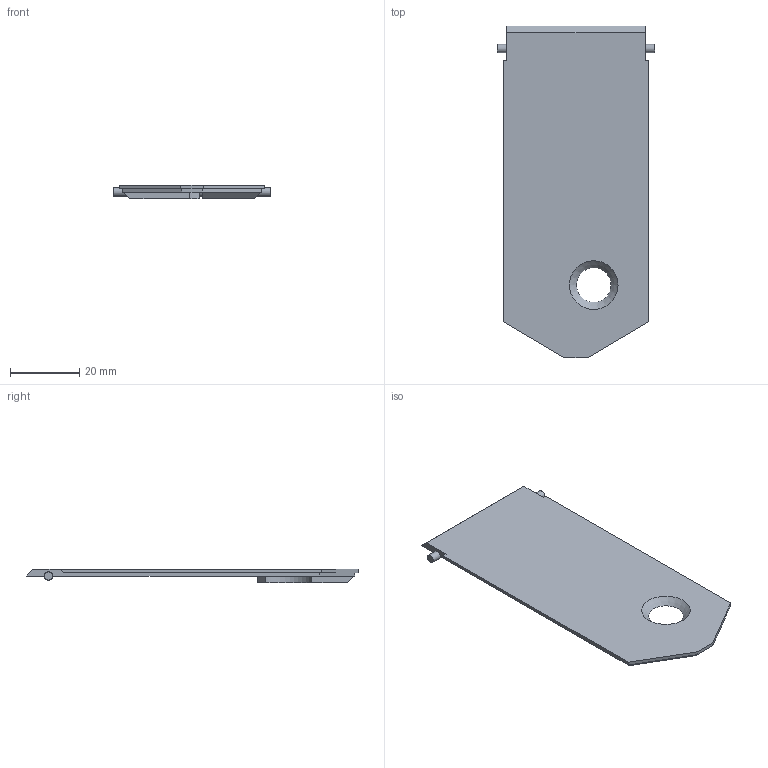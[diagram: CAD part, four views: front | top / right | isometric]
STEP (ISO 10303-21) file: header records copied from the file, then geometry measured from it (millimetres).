
FILE_DESCRIPTION(/* description */ ('STEP AP242','CAx-IF Rec.Pracs.---Representation and Presentation of Product Manufacturing Information (PMI)---4.0---2014-10-13','CAx-IF Rec.Pracs.---3D Tessellated Geometry---0.4---2014-09-14','2;1'),/* implementation_level */ '2;1');
FILE_NAME(/* name */ '62bf56726f73182d39cb715c',/* time_stamp */ '2022-07-01T20:17:55+00:00',/* author */ (''),/* organization */ (''),/* preprocessor_version */ 'ST-DEVELOPER v18.102',/* originating_system */ ' ',/* authorisation */ ' ');
FILE_SCHEMA (('AP242_MANAGED_MODEL_BASED_3D_ENGINEERING_MIM_LF { 1 0 10303 442 1 1 4 }'));
Length unit declared in the file: metre
Products named in the file (1): Part 1
Bounding box: 45.4 x 95.6 x 4 mm (x, y, z)
Volume: 7728.7 mm3; surface area: 8232.6 mm2
Topology: 1 solids, 1 shells, 34 faces, 90 edges, 58 vertices
Faces by surface type: plane 30, cylinder 3, cone 1
Full cylindrical faces by diameter (mm): 2.4 x1
Entity records: 1029 total; most frequent: CARTESIAN_POINT 176, ORIENTED_EDGE 170, DIRECTION 165, EDGE_CURVE 85, LINE 75, VECTOR 75, VERTEX_POINT 56, AXIS2_PLACEMENT_3D 45
